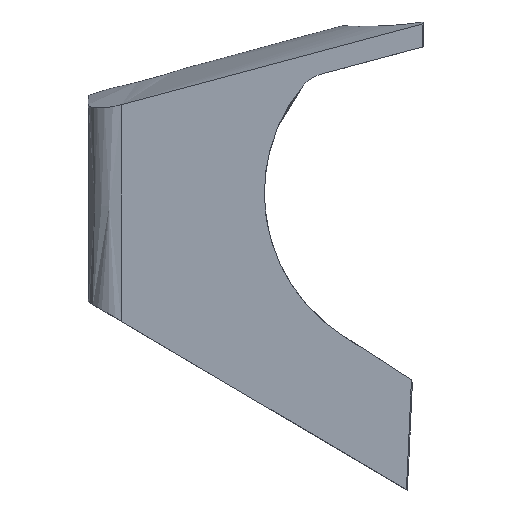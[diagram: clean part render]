
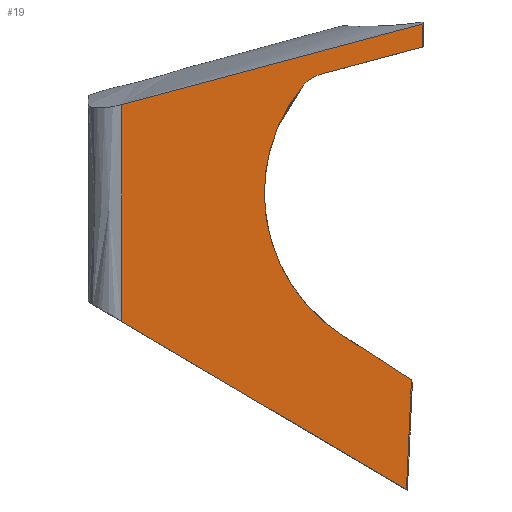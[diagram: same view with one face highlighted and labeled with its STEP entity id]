
A CAD part, front view. The second image highlights one B-rep face of the part: STEP entity #19.
In plain terms, the highlighted planar face has unit normal (-0.01, -1, -0.025).
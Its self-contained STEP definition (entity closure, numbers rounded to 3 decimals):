
#19=ADVANCED_FACE('',(#64),#771,.T.);
#64=FACE_OUTER_BOUND('',#109,.T.);
#109=EDGE_LOOP('',(#158,#159,#160,#161,#162,#163,#164,#165,#166));
#158=ORIENTED_EDGE('',*,*,#412,.T.);
#159=ORIENTED_EDGE('',*,*,#409,.T.);
#160=ORIENTED_EDGE('',*,*,#408,.T.);
#161=ORIENTED_EDGE('',*,*,#411,.T.);
#162=ORIENTED_EDGE('',*,*,#410,.T.);
#163=ORIENTED_EDGE('',*,*,#516,.T.);
#164=ORIENTED_EDGE('',*,*,#520,.T.);
#165=ORIENTED_EDGE('',*,*,#526,.T.);
#166=ORIENTED_EDGE('',*,*,#413,.F.);
#408=EDGE_CURVE('',#659,#662,#589,.T.);
#409=EDGE_CURVE('',#660,#659,#533,.T.);
#410=EDGE_CURVE('',#661,#658,#590,.T.);
#411=EDGE_CURVE('',#662,#661,#534,.T.);
#412=EDGE_CURVE('',#663,#660,#591,.T.);
#413=EDGE_CURVE('',#663,#664,#592,.T.);
#516=EDGE_CURVE('',#658,#735,#578,.T.);
#520=EDGE_CURVE('',#735,#720,#653,.T.);
#526=EDGE_CURVE('',#720,#664,#584,.T.);
#533=(
BOUNDED_CURVE()
B_SPLINE_CURVE(1,(#1543,#1544),.UNSPECIFIED.,.F.,.F.)
B_SPLINE_CURVE_WITH_KNOTS((2,2),(-7.967,185.58),
 .UNSPECIFIED.)
CURVE()
GEOMETRIC_REPRESENTATION_ITEM()
RATIONAL_B_SPLINE_CURVE((1.,1.))
REPRESENTATION_ITEM('')
);
#534=(
BOUNDED_CURVE()
B_SPLINE_CURVE(3,(#1549,#1550,#1551,#1552),.UNSPECIFIED.,.F.,.F.)
B_SPLINE_CURVE_WITH_KNOTS((4,4),(0.207,10.018),
 .UNSPECIFIED.)
CURVE()
GEOMETRIC_REPRESENTATION_ITEM()
RATIONAL_B_SPLINE_CURVE((1.,1.,1.,1.))
REPRESENTATION_ITEM('')
);
#578=(
BOUNDED_CURVE()
B_SPLINE_CURVE(3,(#2438,#2439,#2440,#2441,#2442,#2443,#2444,#2445,#2446,
#2447,#2448,#2449,#2450,#2451,#2452,#2453,#2454,#2455,#2456),
 .UNSPECIFIED.,.F.,.F.)
B_SPLINE_CURVE_WITH_KNOTS((4,2,2,2,3,2,2,2,4),(86.983,120.309,
153.634,186.959,220.284,253.616,286.948,
320.28,343.621),.UNSPECIFIED.)
CURVE()
GEOMETRIC_REPRESENTATION_ITEM()
RATIONAL_B_SPLINE_CURVE((1.,1.,1.,1.,1.,1.,1.,1.,1.,1.,1.,1.,1.,1.,1.,1.,
1.,1.,1.))
REPRESENTATION_ITEM('')
);
#584=(
BOUNDED_CURVE()
B_SPLINE_CURVE(3,(#2526,#2527,#2528,#2529),.UNSPECIFIED.,.F.,.F.)
B_SPLINE_CURVE_WITH_KNOTS((4,4),(362.531,456.849),
 .UNSPECIFIED.)
CURVE()
GEOMETRIC_REPRESENTATION_ITEM()
RATIONAL_B_SPLINE_CURVE((1.,1.,1.,1.))
REPRESENTATION_ITEM('')
);
#589=B_SPLINE_CURVE_WITH_KNOTS('',3,(#1539,#1540,#1541,#1542),
 .UNSPECIFIED.,.F.,.F.,(4,4),(34.486,329.786),
 .UNSPECIFIED.);
#590=B_SPLINE_CURVE_WITH_KNOTS('',3,(#1545,#1546,#1547,#1548),
 .UNSPECIFIED.,.F.,.F.,(4,4),(13.084,85.983),
 .UNSPECIFIED.);
#591=B_SPLINE_CURVE_WITH_KNOTS('',1,(#1553,#1554),.UNSPECIFIED.,.F.,.F.,
(2,2),(1.046,279.306),.UNSPECIFIED.);
#592=B_SPLINE_CURVE_WITH_KNOTS('',1,(#1555,#1556),.UNSPECIFIED.,.F.,.F.,
(2,2),(0.027,2.078),.UNSPECIFIED.);
#653=B_SPLINE_CURVE_WITH_KNOTS('',3,(#2476,#2477,#2478,#2479,#2480,#2481,
#2482,#2483,#2484,#2485,#2486,#2487,#2488,#2489,#2490,#2491,#2492,#2493,
#2494,#2495),.UNSPECIFIED.,.F.,.F.,(4,1,1,1,1,1,1,1,1,1,1,1,1,1,1,1,1,4),
(-18.391,-17.323,-16.25,-15.172,
-14.091,-13.006,-11.919,-10.83,
-9.74,-8.65,-7.56,-6.471,
-5.384,-4.299,-3.218,-2.141,
-1.068,0.),.UNSPECIFIED.);
#658=VERTEX_POINT('',#1457);
#659=VERTEX_POINT('',#1458);
#660=VERTEX_POINT('',#1459);
#661=VERTEX_POINT('',#1460);
#662=VERTEX_POINT('',#1461);
#663=VERTEX_POINT('',#1462);
#664=VERTEX_POINT('',#1463);
#720=VERTEX_POINT('',#1519);
#735=VERTEX_POINT('',#1534);
#771=PLANE('',#805);
#805=AXIS2_PLACEMENT_3D('',#839,#822,$);
#822=DIRECTION('',(-0.01,-1.,-0.025));
#839=CARTESIAN_POINT('',(34.882,3.546,-1.266));
#1457=CARTESIAN_POINT('',(27.36,3.249,13.824));
#1458=CARTESIAN_POINT('',(7.607,3.417,15.083));
#1459=CARTESIAN_POINT('',(7.607,2.939,34.432));
#1460=CARTESIAN_POINT('',(33.483,3.285,9.869));
#1461=CARTESIAN_POINT('',(33.037,3.532,0.072));
#1462=CARTESIAN_POINT('',(34.481,2.49,41.633));
#1463=CARTESIAN_POINT('',(34.481,2.541,39.583));
#1519=CARTESIAN_POINT('',(25.372,2.693,37.142));
#1534=CARTESIAN_POINT('',(23.847,2.733,36.168));
#1539=CARTESIAN_POINT('',(7.607,3.417,15.083));
#1540=CARTESIAN_POINT('',(16.084,3.455,10.079));
#1541=CARTESIAN_POINT('',(24.56,3.494,5.076));
#1542=CARTESIAN_POINT('',(33.037,3.532,0.072));
#1543=CARTESIAN_POINT('',(7.607,2.939,34.432));
#1544=CARTESIAN_POINT('',(7.607,3.417,15.083));
#1545=CARTESIAN_POINT('',(33.483,3.285,9.869));
#1546=CARTESIAN_POINT('',(31.442,3.273,11.188));
#1547=CARTESIAN_POINT('',(29.401,3.261,12.506));
#1548=CARTESIAN_POINT('',(27.36,3.249,13.824));
#1549=CARTESIAN_POINT('',(33.037,3.532,0.072));
#1550=CARTESIAN_POINT('',(33.178,3.45,3.338));
#1551=CARTESIAN_POINT('',(33.326,3.367,6.604));
#1552=CARTESIAN_POINT('',(33.483,3.285,9.869));
#1553=CARTESIAN_POINT('',(34.481,2.49,41.633));
#1554=CARTESIAN_POINT('',(7.607,2.939,34.432));
#1555=CARTESIAN_POINT('',(34.481,2.49,41.633));
#1556=CARTESIAN_POINT('',(34.481,2.541,39.583));
#2438=CARTESIAN_POINT('',(27.36,3.249,13.824));
#2439=CARTESIAN_POINT('',(26.421,3.244,14.417));
#2440=CARTESIAN_POINT('',(25.551,3.236,15.111));
#2441=CARTESIAN_POINT('',(23.98,3.213,16.678));
#2442=CARTESIAN_POINT('',(23.284,3.198,17.546));
#2443=CARTESIAN_POINT('',(22.095,3.164,19.42));
#2444=CARTESIAN_POINT('',(21.606,3.144,20.42));
#2445=CARTESIAN_POINT('',(20.857,3.1,22.509));
#2446=CARTESIAN_POINT('',(20.6,3.076,23.592));
#2447=CARTESIAN_POINT('',(20.464,3.05,24.693));
#2448=CARTESIAN_POINT('',(20.328,3.024,25.794));
#2449=CARTESIAN_POINT('',(20.315,2.997,26.907));
#2450=CARTESIAN_POINT('',(20.533,2.94,29.115));
#2451=CARTESIAN_POINT('',(20.764,2.911,30.204));
#2452=CARTESIAN_POINT('',(21.462,2.852,32.31));
#2453=CARTESIAN_POINT('',(21.926,2.822,33.322));
#2454=CARTESIAN_POINT('',(22.898,2.773,34.939));
#2455=CARTESIAN_POINT('',(23.349,2.752,35.572));
#2456=CARTESIAN_POINT('',(23.847,2.733,36.168));
#2476=CARTESIAN_POINT('',(23.847,2.733,36.168));
#2477=CARTESIAN_POINT('',(23.869,2.732,36.195));
#2478=CARTESIAN_POINT('',(23.916,2.73,36.249));
#2479=CARTESIAN_POINT('',(23.989,2.727,36.328));
#2480=CARTESIAN_POINT('',(24.065,2.725,36.404));
#2481=CARTESIAN_POINT('',(24.145,2.722,36.477));
#2482=CARTESIAN_POINT('',(24.227,2.719,36.548));
#2483=CARTESIAN_POINT('',(24.311,2.717,36.616));
#2484=CARTESIAN_POINT('',(24.399,2.714,36.681));
#2485=CARTESIAN_POINT('',(24.488,2.712,36.743));
#2486=CARTESIAN_POINT('',(24.58,2.71,36.802));
#2487=CARTESIAN_POINT('',(24.674,2.707,36.857));
#2488=CARTESIAN_POINT('',(24.77,2.705,36.909));
#2489=CARTESIAN_POINT('',(24.867,2.703,36.957));
#2490=CARTESIAN_POINT('',(24.966,2.701,37.002));
#2491=CARTESIAN_POINT('',(25.066,2.699,37.043));
#2492=CARTESIAN_POINT('',(25.167,2.697,37.08));
#2493=CARTESIAN_POINT('',(25.269,2.695,37.113));
#2494=CARTESIAN_POINT('',(25.338,2.694,37.133));
#2495=CARTESIAN_POINT('',(25.372,2.693,37.142));
#2526=CARTESIAN_POINT('',(25.372,2.693,37.142));
#2527=CARTESIAN_POINT('',(28.409,2.642,37.956));
#2528=CARTESIAN_POINT('',(31.445,2.592,38.769));
#2529=CARTESIAN_POINT('',(34.481,2.541,39.583));
